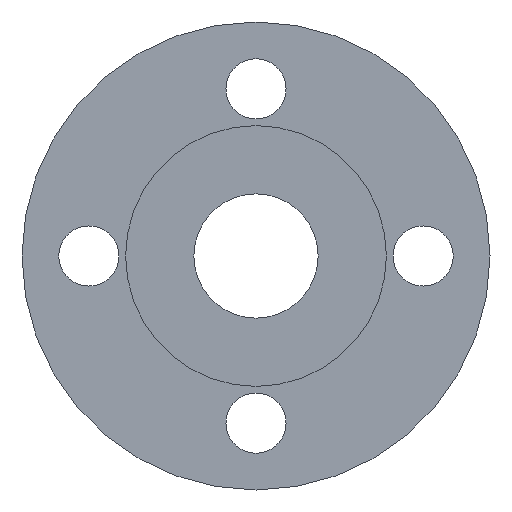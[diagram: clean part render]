
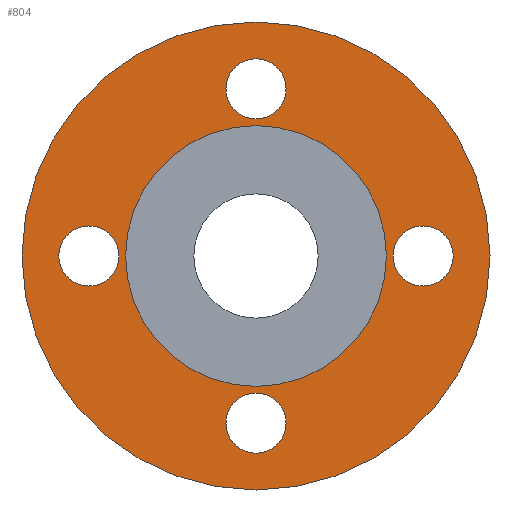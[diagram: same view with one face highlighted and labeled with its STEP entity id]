
A CAD part, front view. The second image highlights one B-rep face of the part: STEP entity #804.
In plain terms, the highlighted planar face has unit normal (0, -1, 0).
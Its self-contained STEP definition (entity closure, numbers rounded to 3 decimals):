
#3 = CARTESIAN_POINT ( 'NONE',  ( 0., 2., -70. ) ) ;
#9 = VERTEX_POINT ( 'NONE', #663 ) ;
#18 = VERTEX_POINT ( 'NONE', #53 ) ;
#20 = CARTESIAN_POINT ( 'NONE',  ( 50., 2., -9. ) ) ;
#21 = ORIENTED_EDGE ( 'NONE', *, *, #115, .T. ) ;
#24 = VERTEX_POINT ( 'NONE', #607 ) ;
#31 = DIRECTION ( 'NONE',  ( 0., -1., 0. ) ) ;
#49 = CARTESIAN_POINT ( 'NONE',  ( 0., 2., 0. ) ) ;
#52 = DIRECTION ( 'NONE',  ( 0., 1., 0. ) ) ;
#53 = CARTESIAN_POINT ( 'NONE',  ( 50., 2., 9. ) ) ;
#77 = CIRCLE ( 'NONE', #538, 9. ) ;
#82 = AXIS2_PLACEMENT_3D ( 'NONE', #97, #596, #794 ) ;
#83 = DIRECTION ( 'NONE',  ( 0., -1., 0. ) ) ;
#97 = CARTESIAN_POINT ( 'NONE',  ( -50., 2., 0. ) ) ;
#99 = EDGE_CURVE ( 'NONE', #165, #515, #566, .T. ) ;
#102 = ORIENTED_EDGE ( 'NONE', *, *, #429, .F. ) ;
#105 = DIRECTION ( 'NONE',  ( 0., 0., -1. ) ) ;
#115 = EDGE_CURVE ( 'NONE', #515, #165, #220, .T. ) ;
#137 = FACE_BOUND ( 'NONE', #643, .T. ) ;
#143 = FACE_OUTER_BOUND ( 'NONE', #613, .T. ) ;
#144 = CARTESIAN_POINT ( 'NONE',  ( 0., 2., -50. ) ) ;
#158 = AXIS2_PLACEMENT_3D ( 'NONE', #272, #31, #517 ) ;
#165 = VERTEX_POINT ( 'NONE', #382 ) ;
#172 = CARTESIAN_POINT ( 'NONE',  ( 0., 2., -39. ) ) ;
#175 = EDGE_CURVE ( 'NONE', #522, #571, #785, .T. ) ;
#184 = AXIS2_PLACEMENT_3D ( 'NONE', #390, #760, #214 ) ;
#185 = ORIENTED_EDGE ( 'NONE', *, *, #350, .F. ) ;
#190 = VERTEX_POINT ( 'NONE', #3 ) ;
#213 = CARTESIAN_POINT ( 'NONE',  ( 0., 2., 39. ) ) ;
#214 = DIRECTION ( 'NONE',  ( 0., 0., -1. ) ) ;
#215 = ORIENTED_EDGE ( 'NONE', *, *, #351, .F. ) ;
#217 = AXIS2_PLACEMENT_3D ( 'NONE', #293, #731, #105 ) ;
#220 = CIRCLE ( 'NONE', #673, 39. ) ;
#250 = CARTESIAN_POINT ( 'NONE',  ( 0., 2., 70. ) ) ;
#258 = CARTESIAN_POINT ( 'NONE',  ( 0., 2., -50. ) ) ;
#268 = EDGE_CURVE ( 'NONE', #18, #356, #657, .T. ) ;
#272 = CARTESIAN_POINT ( 'NONE',  ( 50., 2., 0. ) ) ;
#273 = EDGE_LOOP ( 'NONE', ( #215, #411 ) ) ;
#281 = DIRECTION ( 'NONE',  ( 0., 0., -1. ) ) ;
#286 = CIRCLE ( 'NONE', #618, 9. ) ;
#293 = CARTESIAN_POINT ( 'NONE',  ( 50., 2., 0. ) ) ;
#310 = CARTESIAN_POINT ( 'NONE',  ( 0., 2., 0. ) ) ;
#327 = AXIS2_PLACEMENT_3D ( 'NONE', #258, #565, #434 ) ;
#334 = AXIS2_PLACEMENT_3D ( 'NONE', #213, #83, #592 ) ;
#339 = FACE_BOUND ( 'NONE', #446, .T. ) ;
#349 = DIRECTION ( 'NONE',  ( 0., 0., 1. ) ) ;
#350 = EDGE_CURVE ( 'NONE', #704, #9, #640, .T. ) ;
#351 = EDGE_CURVE ( 'NONE', #598, #24, #286, .T. ) ;
#354 = CIRCLE ( 'NONE', #562, 70. ) ;
#356 = VERTEX_POINT ( 'NONE', #20 ) ;
#359 = DIRECTION ( 'NONE',  ( 0., 0., 1. ) ) ;
#362 = EDGE_LOOP ( 'NONE', ( #102, #594 ) ) ;
#382 = CARTESIAN_POINT ( 'NONE',  ( 0., 2., 39. ) ) ;
#390 = CARTESIAN_POINT ( 'NONE',  ( 0., 2., 50. ) ) ;
#394 = DIRECTION ( 'NONE',  ( 0., -1., 0. ) ) ;
#395 = AXIS2_PLACEMENT_3D ( 'NONE', #425, #485, #281 ) ;
#411 = ORIENTED_EDGE ( 'NONE', *, *, #501, .F. ) ;
#425 = CARTESIAN_POINT ( 'NONE',  ( 0., 2., 50. ) ) ;
#429 = EDGE_CURVE ( 'NONE', #571, #522, #77, .T. ) ;
#434 = DIRECTION ( 'NONE',  ( 0., 0., -1. ) ) ;
#446 = EDGE_LOOP ( 'NONE', ( #707, #21 ) ) ;
#466 = PLANE ( 'NONE',  #334 ) ;
#467 = DIRECTION ( 'NONE',  ( 0., -1., 0. ) ) ;
#470 = EDGE_CURVE ( 'NONE', #356, #18, #770, .T. ) ;
#476 = EDGE_CURVE ( 'NONE', #722, #190, #354, .T. ) ;
#485 = DIRECTION ( 'NONE',  ( 0., -1., 0. ) ) ;
#490 = CARTESIAN_POINT ( 'NONE',  ( 0., 2., 0. ) ) ;
#501 = EDGE_CURVE ( 'NONE', #24, #598, #542, .T. ) ;
#507 = AXIS2_PLACEMENT_3D ( 'NONE', #670, #537, #349 ) ;
#512 = FACE_BOUND ( 'NONE', #362, .T. ) ;
#515 = VERTEX_POINT ( 'NONE', #172 ) ;
#517 = DIRECTION ( 'NONE',  ( 0., 0., -1. ) ) ;
#520 = EDGE_CURVE ( 'NONE', #9, #704, #745, .T. ) ;
#522 = VERTEX_POINT ( 'NONE', #723 ) ;
#523 = FACE_BOUND ( 'NONE', #797, .T. ) ;
#537 = DIRECTION ( 'NONE',  ( 0., 1., 0. ) ) ;
#538 = AXIS2_PLACEMENT_3D ( 'NONE', #144, #394, #726 ) ;
#542 = CIRCLE ( 'NONE', #82, 9. ) ;
#559 = DIRECTION ( 'NONE',  ( 0., 1., 0. ) ) ;
#562 = AXIS2_PLACEMENT_3D ( 'NONE', #49, #52, #800 ) ;
#565 = DIRECTION ( 'NONE',  ( 0., -1., 0. ) ) ;
#566 = CIRCLE ( 'NONE', #507, 39. ) ;
#569 = DIRECTION ( 'NONE',  ( 0., 0., 1. ) ) ;
#571 = VERTEX_POINT ( 'NONE', #782 ) ;
#592 = DIRECTION ( 'NONE',  ( 0., 0., -1. ) ) ;
#594 = ORIENTED_EDGE ( 'NONE', *, *, #175, .F. ) ;
#596 = DIRECTION ( 'NONE',  ( 0., -1., 0. ) ) ;
#598 = VERTEX_POINT ( 'NONE', #629 ) ;
#607 = CARTESIAN_POINT ( 'NONE',  ( -50., 2., 9. ) ) ;
#613 = EDGE_LOOP ( 'NONE', ( #665, #694 ) ) ;
#618 = AXIS2_PLACEMENT_3D ( 'NONE', #641, #467, #702 ) ;
#629 = CARTESIAN_POINT ( 'NONE',  ( -50., 2., -9. ) ) ;
#640 = CIRCLE ( 'NONE', #184, 9. ) ;
#641 = CARTESIAN_POINT ( 'NONE',  ( -50., 2., 0. ) ) ;
#643 = EDGE_LOOP ( 'NONE', ( #762, #786 ) ) ;
#657 = CIRCLE ( 'NONE', #158, 9. ) ;
#663 = CARTESIAN_POINT ( 'NONE',  ( 0., 2., 59. ) ) ;
#665 = ORIENTED_EDGE ( 'NONE', *, *, #476, .F. ) ;
#670 = CARTESIAN_POINT ( 'NONE',  ( 0., 2., 0. ) ) ;
#673 = AXIS2_PLACEMENT_3D ( 'NONE', #490, #799, #359 ) ;
#678 = CARTESIAN_POINT ( 'NONE',  ( 0., 2., 41. ) ) ;
#688 = ORIENTED_EDGE ( 'NONE', *, *, #520, .F. ) ;
#694 = ORIENTED_EDGE ( 'NONE', *, *, #721, .F. ) ;
#702 = DIRECTION ( 'NONE',  ( 0., 0., -1. ) ) ;
#704 = VERTEX_POINT ( 'NONE', #678 ) ;
#707 = ORIENTED_EDGE ( 'NONE', *, *, #99, .T. ) ;
#721 = EDGE_CURVE ( 'NONE', #190, #722, #777, .T. ) ;
#722 = VERTEX_POINT ( 'NONE', #250 ) ;
#723 = CARTESIAN_POINT ( 'NONE',  ( 0., 2., -41. ) ) ;
#726 = DIRECTION ( 'NONE',  ( 0., 0., -1. ) ) ;
#731 = DIRECTION ( 'NONE',  ( 0., -1., 0. ) ) ;
#745 = CIRCLE ( 'NONE', #395, 9. ) ;
#760 = DIRECTION ( 'NONE',  ( 0., -1., 0. ) ) ;
#762 = ORIENTED_EDGE ( 'NONE', *, *, #470, .F. ) ;
#766 = FACE_BOUND ( 'NONE', #273, .T. ) ;
#770 = CIRCLE ( 'NONE', #217, 9. ) ;
#777 = CIRCLE ( 'NONE', #795, 70. ) ;
#782 = CARTESIAN_POINT ( 'NONE',  ( 0., 2., -59. ) ) ;
#785 = CIRCLE ( 'NONE', #327, 9. ) ;
#786 = ORIENTED_EDGE ( 'NONE', *, *, #268, .F. ) ;
#794 = DIRECTION ( 'NONE',  ( 0., 0., -1. ) ) ;
#795 = AXIS2_PLACEMENT_3D ( 'NONE', #310, #559, #569 ) ;
#797 = EDGE_LOOP ( 'NONE', ( #185, #688 ) ) ;
#799 = DIRECTION ( 'NONE',  ( 0., 1., 0. ) ) ;
#800 = DIRECTION ( 'NONE',  ( 0., 0., 1. ) ) ;
#804 = ADVANCED_FACE ( 'NONE', ( #137, #523, #766, #512, #339, #143 ), #466, .T. ) ;
